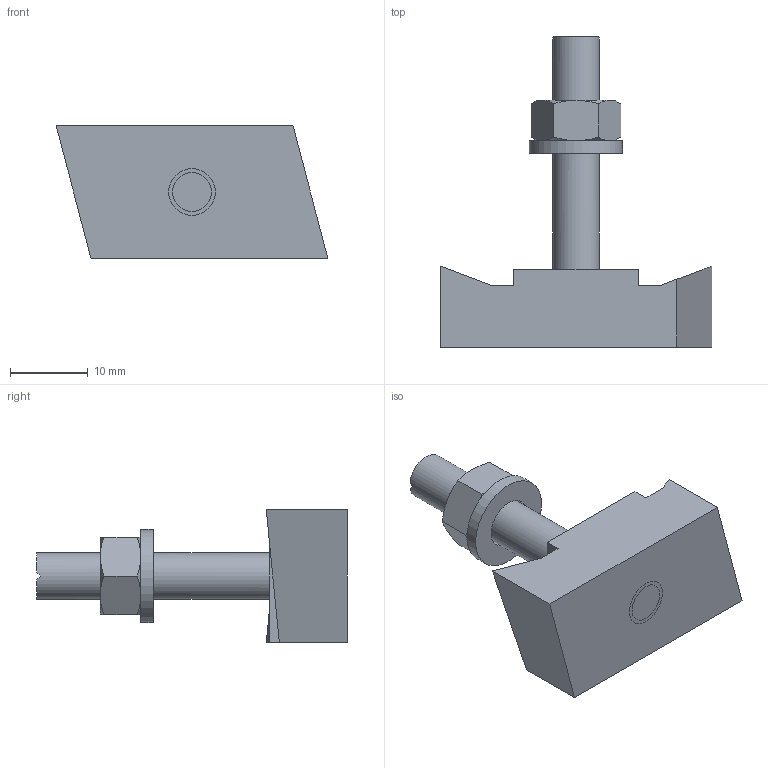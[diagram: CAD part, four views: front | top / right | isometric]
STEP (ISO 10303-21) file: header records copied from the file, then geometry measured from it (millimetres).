
FILE_DESCRIPTION (( 'STEP AP214' ), '1' );
FILE_NAME ('1148146.stp', '2022-02-10T10:26:54', ( '' ), ( '' ), 'SwSTEP 2.0', 'SolidWorks 2020', '' );
FILE_SCHEMA (( 'AUTOMOTIVE_DESIGN' ));
Length unit declared in the file: millimetre
Products named in the file (4): 106501_M6x30; 018942_Washer ISO 7089 - 6; 1148146; 018943_Hexagon Nut ISO - 4032 - M6 - D - N
Assembly tree (3 placements, depth 2):
  1148146
    106501_M6x30
    018942_Washer ISO 7089 - 6
    018943_Hexagon Nut ISO - 4032 - M6 - D - N
Bounding box: 35 x 40 x 17 mm (x, y, z)
Volume: 6226.9 mm3; surface area: 3594.1 mm2
Topology: 4 solids, 4 shells, 44 faces, 96 edges, 60 vertices
Faces by surface type: plane 27, cone 12, cylinder 5
Full cylindrical faces by diameter (mm): 5 x2, 6 x1, 6.4 x1, 12 x1
Entity records: 1455 total; most frequent: CARTESIAN_POINT 331, DIRECTION 185, ORIENTED_EDGE 180, EDGE_CURVE 90, AXIS2_PLACEMENT_3D 73, VERTEX_POINT 59, EDGE_LOOP 55, FACE_OUTER_BOUND 49
